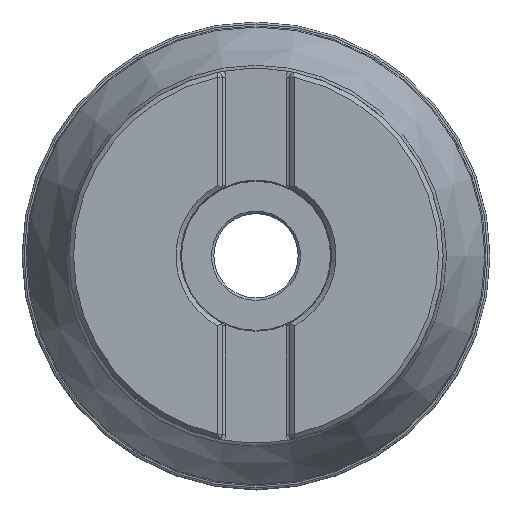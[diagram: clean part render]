
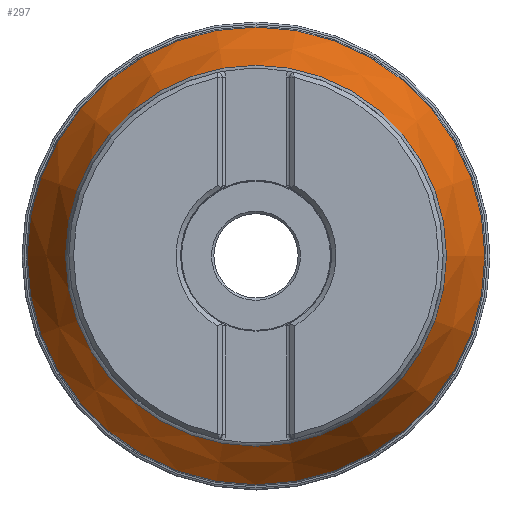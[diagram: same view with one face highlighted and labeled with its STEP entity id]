
A CAD part, top view. The second image highlights one B-rep face of the part: STEP entity #297.
In plain terms, the highlighted conical face has half-angle 25 degrees and reference radius 39.95 mm.
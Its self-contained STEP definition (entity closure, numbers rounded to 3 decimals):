
#253=CONICAL_SURFACE('',#1476,39.95,25.);
#297=ADVANCED_FACE('',(#497,#498),#253,.T.);
#497=FACE_BOUND('',#606,.T.);
#498=FACE_BOUND('',#607,.T.);
#606=EDGE_LOOP('',(#771));
#607=EDGE_LOOP('',(#772));
#771=ORIENTED_EDGE('',*,*,#1212,.T.);
#772=ORIENTED_EDGE('',*,*,#1213,.T.);
#1087=VERTEX_POINT('',#2371);
#1088=VERTEX_POINT('',#2373);
#1212=EDGE_CURVE('',#1087,#1087,#1372,.T.);
#1213=EDGE_CURVE('',#1088,#1088,#1373,.T.);
#1372=CIRCLE('',#1474,48.848);
#1373=CIRCLE('',#1475,40.653);
#1474=AXIS2_PLACEMENT_3D('',#2370,#1717,#1718);
#1475=AXIS2_PLACEMENT_3D('',#2372,#1719,#1720);
#1476=AXIS2_PLACEMENT_3D('',#2374,#1721,#1722);
#1717=DIRECTION('',(0.,0.,1.));
#1718=DIRECTION('',(-1.,0.,0.));
#1719=DIRECTION('',(0.,0.,-1.));
#1720=DIRECTION('',(-1.,0.,0.));
#1721=DIRECTION('',(0.,0.,-1.));
#1722=DIRECTION('',(-1.,0.,0.));
#2370=CARTESIAN_POINT('',(0.,0.,-38.374));
#2371=CARTESIAN_POINT('',(-48.848,0.,-38.374));
#2372=CARTESIAN_POINT('',(0.,0.,-20.8));
#2373=CARTESIAN_POINT('',(-40.653,0.,-20.8));
#2374=CARTESIAN_POINT('',(0.,0.,-19.293));
